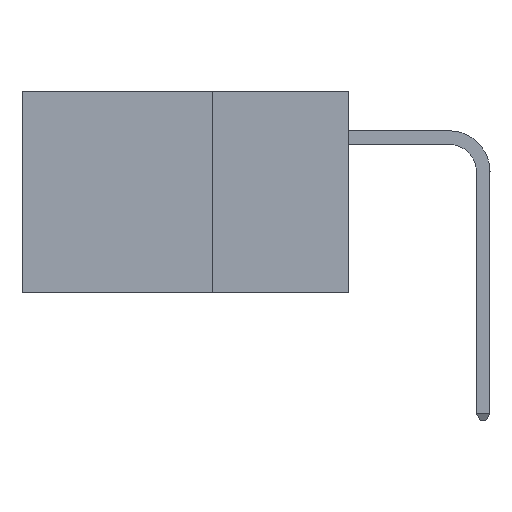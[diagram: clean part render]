
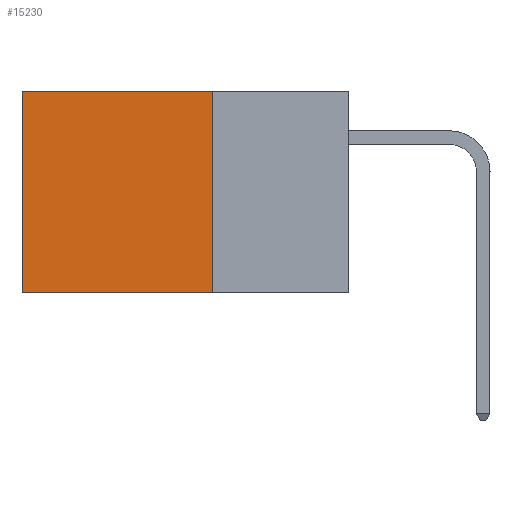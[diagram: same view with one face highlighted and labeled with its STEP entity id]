
A CAD part, left-side view. The second image highlights one B-rep face of the part: STEP entity #15230.
In plain terms, the highlighted planar face has unit normal (-1, 0, 0).
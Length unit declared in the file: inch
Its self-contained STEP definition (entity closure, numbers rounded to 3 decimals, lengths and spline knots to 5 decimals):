
#956 = ORIENTED_EDGE ( 'NONE', *, *, #16140, .F. ) ;
#1040 = EDGE_CURVE ( 'NONE', #14955, #15033, #25883, .T. ) ;
#4058 = CARTESIAN_POINT ( 'NONE',  ( 0.2875, 0.25, 0. ) ) ;
#5156 = DIRECTION ( 'NONE',  ( 0., 0., -1. ) ) ;
#5170 = EDGE_LOOP ( 'NONE', ( #9137, #956, #12774, #24690 ) ) ;
#6975 = VERTEX_POINT ( 'NONE', #10868 ) ;
#7548 = VECTOR ( 'NONE', #17993, 39.37008 ) ;
#9137 = ORIENTED_EDGE ( 'NONE', *, *, #1040, .T. ) ;
#9923 = AXIS2_PLACEMENT_3D ( 'NONE', #29858, #11689, #27695 ) ;
#10804 = EDGE_CURVE ( 'NONE', #26788, #14955, #12300, .T. ) ;
#10851 = VECTOR ( 'NONE', #28395, 39.37008 ) ;
#10868 = CARTESIAN_POINT ( 'NONE',  ( 0.2875, 0.25, -0.37 ) ) ;
#11689 = DIRECTION ( 'NONE',  ( 1., 0., 0. ) ) ;
#12300 = LINE ( 'NONE', #21522, #10851 ) ;
#12774 = ORIENTED_EDGE ( 'NONE', *, *, #20140, .F. ) ;
#13493 = VECTOR ( 'NONE', #14847, 39.37008 ) ;
#13808 = LINE ( 'NONE', #16746, #25234 ) ;
#14847 = DIRECTION ( 'NONE',  ( 0., 1., 0. ) ) ;
#14955 = VERTEX_POINT ( 'NONE', #15302 ) ;
#15033 = VERTEX_POINT ( 'NONE', #17896 ) ;
#15230 = ADVANCED_FACE ( 'NONE', ( #27851 ), #18504, .F. ) ;
#15302 = CARTESIAN_POINT ( 'NONE',  ( 0.2875, 0.6, 0. ) ) ;
#16140 = EDGE_CURVE ( 'NONE', #6975, #15033, #19562, .T. ) ;
#16746 = CARTESIAN_POINT ( 'NONE',  ( 0.2875, 0.25, 0. ) ) ;
#17896 = CARTESIAN_POINT ( 'NONE',  ( 0.2875, 0.6, -0.37 ) ) ;
#17993 = DIRECTION ( 'NONE',  ( 0., 0., -1. ) ) ;
#18058 = CARTESIAN_POINT ( 'NONE',  ( 0.2875, 0.6, 0. ) ) ;
#18504 = PLANE ( 'NONE',  #9923 ) ;
#19332 = CARTESIAN_POINT ( 'NONE',  ( 0.2875, 0.25, -0.37 ) ) ;
#19562 = LINE ( 'NONE', #19332, #13493 ) ;
#20140 = EDGE_CURVE ( 'NONE', #26788, #6975, #13808, .T. ) ;
#21522 = CARTESIAN_POINT ( 'NONE',  ( 0.2875, 0.25, 0. ) ) ;
#24690 = ORIENTED_EDGE ( 'NONE', *, *, #10804, .T. ) ;
#25234 = VECTOR ( 'NONE', #5156, 39.37008 ) ;
#25883 = LINE ( 'NONE', #18058, #7548 ) ;
#26788 = VERTEX_POINT ( 'NONE', #4058 ) ;
#27695 = DIRECTION ( 'NONE',  ( 0., 0., -1. ) ) ;
#27851 = FACE_OUTER_BOUND ( 'NONE', #5170, .T. ) ;
#28395 = DIRECTION ( 'NONE',  ( 0., 1., 0. ) ) ;
#29858 = CARTESIAN_POINT ( 'NONE',  ( 0.2875, 0.25, 0. ) ) ;
